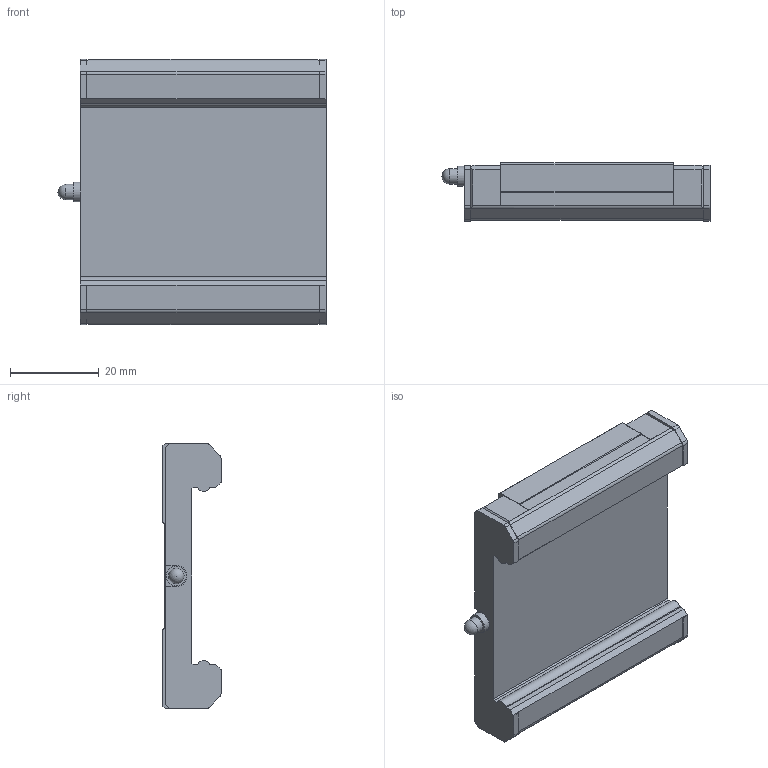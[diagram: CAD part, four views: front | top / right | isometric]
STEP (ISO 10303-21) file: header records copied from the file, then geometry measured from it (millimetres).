
FILE_DESCRIPTION(/* description */ ('STEP AP214'),/* implementation_level */ '2;1');
FILE_NAME(/* name */ 'SRS15WGMUU(GK) BLOCK(PB1071)',/* time_stamp */ '2023-02-06T13:05:09+01:00',/* author */ ('License CC BY-ND 4.0'),/* organization */ ('CADENAS'),/* preprocessor_version */ 'ST-DEVELOPER v18.102',/* originating_system */ 'PARTsolutions',/* authorisation */ ' ');
FILE_SCHEMA (('AUTOMOTIVE_DESIGN {1 0 10303 214 3 1 1}'));
Length unit declared in the file: millimetre
Products named in the file (3): SRS15WGMUU(GK) BLOCK(PB1071); PB107-SRS Grease Nipple Joint; SRS15WGMUUPB1071 S
Assembly tree (2 placements, depth 2):
  SRS15WGMUU(GK) BLOCK(PB1071)
    PB107-SRS Grease Nipple Joint
    SRS15WGMUUPB1071 S
Bounding box: 60.5 x 13.1 x 60 mm (x, y, z)
Volume: 27178.6 mm3; surface area: 10059.1 mm2
Topology: 2 solids, 2 shells, 137 faces, 358 edges, 228 vertices
Faces by surface type: plane 96, cylinder 32, cone 8, sphere 1
Full cylindrical faces by diameter (mm): 3 x3, 3.242 x4, 3.5 x1, 4.5 x1
Entity records: 4059 total; most frequent: CARTESIAN_POINT 692, DIRECTION 682, ORIENTED_EDGE 660, EDGE_CURVE 330, LINE 258, VECTOR 258, VERTEX_POINT 222, AXIS2_PLACEMENT_3D 212
